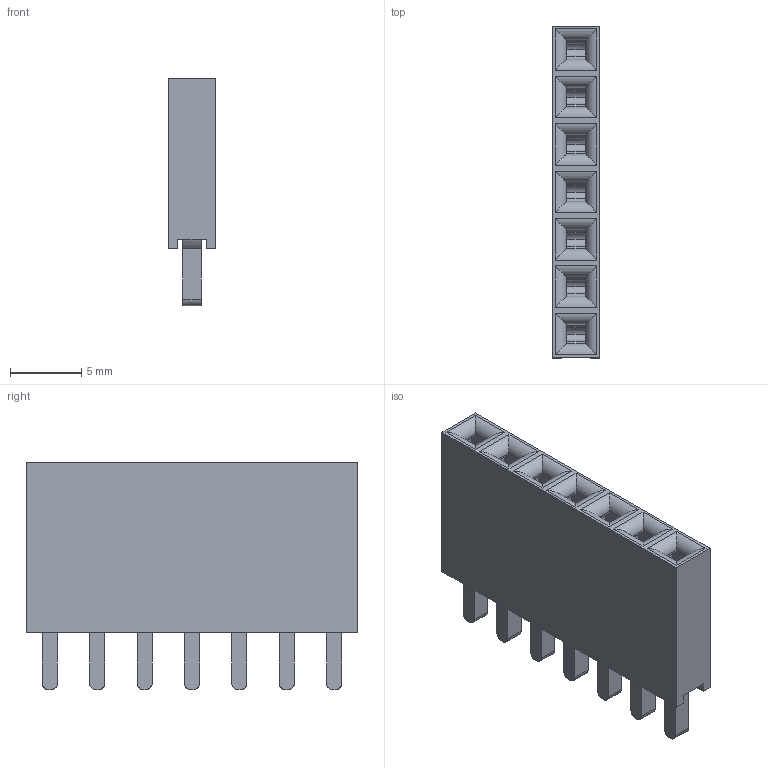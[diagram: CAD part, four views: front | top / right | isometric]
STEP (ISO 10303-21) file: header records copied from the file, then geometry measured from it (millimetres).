
FILE_DESCRIPTION(('FreeCAD Model'),'2;1');
FILE_NAME('Open CASCADE Shape Model','2025-05-05T06:02:17',('FreeCAD'),( 'FreeCAD'),'Open CASCADE STEP processor 7.6','FreeCAD','Unknown');
FILE_SCHEMA(('AUTOMOTIVE_DESIGN { 1 0 10303 214 1 1 1 1 }'));
Length unit declared in the file: millimetre
Products named in the file (1): Open CASCADE STEP translator 7.6 1
Bounding box: 3.33 x 23.34 x 16 mm (x, y, z)
Volume: 627.1 mm3; surface area: 2166.8 mm2
Topology: 8 solids, 8 shells, 213 faces, 563 edges, 366 vertices
Faces by surface type: bspline 213
Entity records: 6378 total; most frequent: CARTESIAN_POINT 2989, ORIENTED_EDGE 1126, EDGE_CURVE 563, B_SPLINE_CURVE_WITH_KNOTS 479, VERTEX_POINT 366, FACE_BOUND 227, EDGE_LOOP 227, ADVANCED_FACE 213
